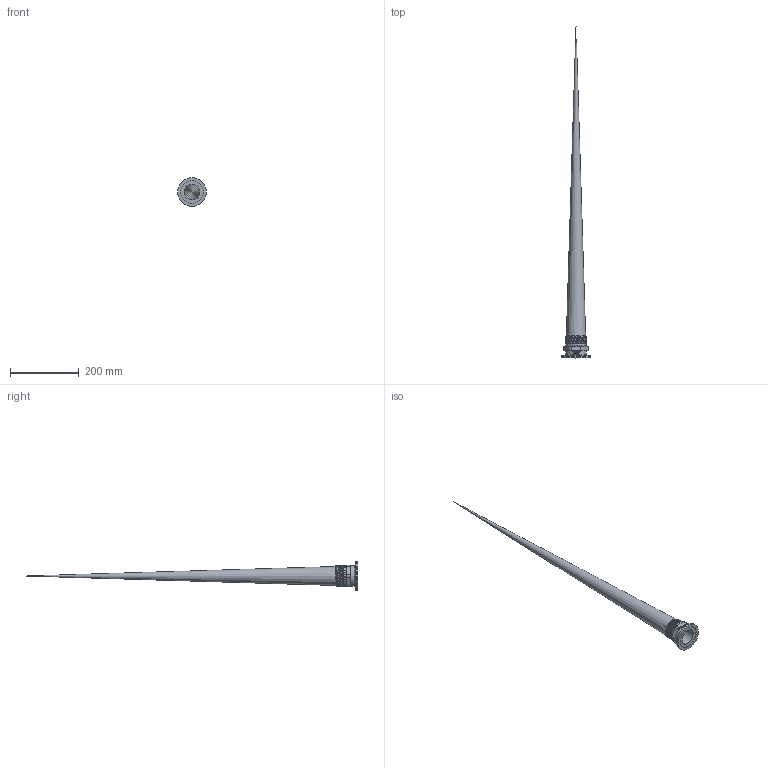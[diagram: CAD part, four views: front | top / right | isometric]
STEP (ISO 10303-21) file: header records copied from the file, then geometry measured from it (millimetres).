
FILE_DESCRIPTION(/* description */ ('2" FP Manifold x Male NPT Thd Connection'),/* implementation_level */ '2;1');
FILE_NAME(/* name */ 'M220MPT.stp',/* time_stamp */ '2018-07-30T11:47:07-04:00',/* author */ ('DLC'),/* organization */ (''),/* preprocessor_version */ 'ST-DEVELOPER v17',/* originating_system */ 'Autodesk Inventor 2018',/* authorisation */ '');
FILE_SCHEMA (('AUTOMOTIVE_DESIGN { 1 0 10303 214 3 1 1 }'));
Length unit declared in the file: inch
Products named in the file (2): M220MPT; M220MPTU
Assembly tree (1 placements, depth 2):
  M220MPT
    M220MPTU
Bounding box: 83.06 x 965.1 x 83.06 mm (x, y, z)
Volume: 96970.9 mm3; surface area: 196575 mm2
Topology: 1 solids, 1 shells, 345 faces, 938 edges, 627 vertices
Faces by surface type: plane 145, bspline 137, cylinder 42, cone 17, torus 4
Full cylindrical faces by diameter (mm): 45.72 x1, 60.96 x2, 66.548 x1, 83.058 x1
Entity records: 31335 total; most frequent: CARTESIAN_POINT 23649, ORIENTED_EDGE 1868, DIRECTION 1084, EDGE_CURVE 934, VERTEX_POINT 625, B_SPLINE_CURVE_WITH_KNOTS 419, EDGE_LOOP 381, LINE 368
